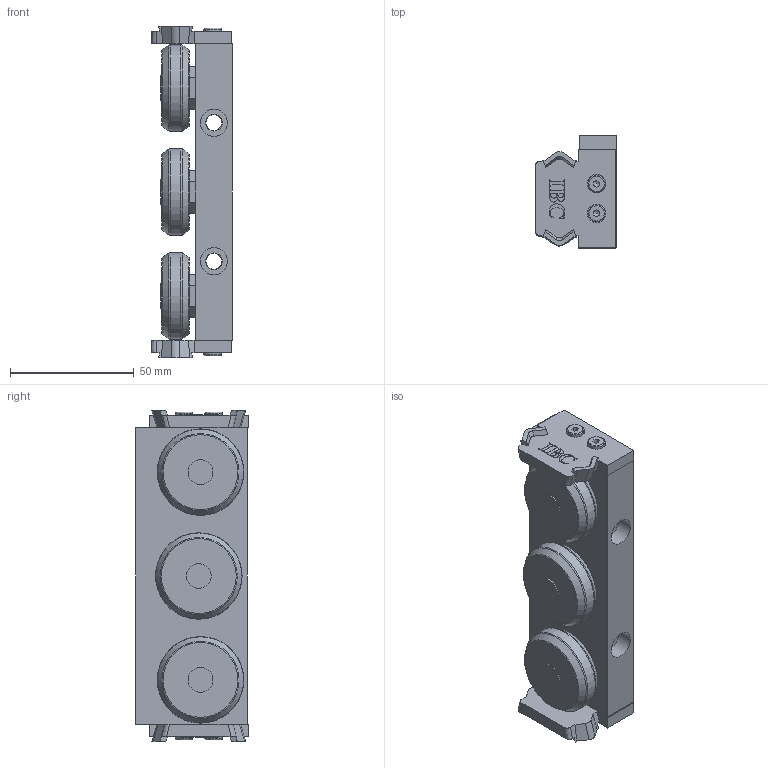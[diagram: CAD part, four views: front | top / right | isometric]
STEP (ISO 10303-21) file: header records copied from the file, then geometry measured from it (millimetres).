
FILE_DESCRIPTION((''),'2;1');
FILE_NAME('CR 43-21.2RS.AX.stp','2011-01-20T09:36:57',('MKoza'),(''),'Autodesk Inventor 2009','Autodesk Inventor 2009','');
FILE_SCHEMA(('AUTOMOTIVE_DESIGN { 1 0 10303 214 1 1 1 1 }'));
Length unit declared in the file: millimetre
Products named in the file (6): CR 43-.2RS.AU; LL.CR 43; CBRS(E) 35-43.2RS; DIN 7984 M6 x 10; DIN 7984 M4 x 6; ABS X43
Assembly tree (13 placements, depth 2):
  CR 43-.2RS.AU
    LL.CR 43
    CBRS(E) 35-43.2RS  x3
    DIN 7984 M6 x 10  x3
    DIN 7984 M4 x 6  x4
    ABS X43  x2
Bounding box: 32.7 x 45.5 x 134 mm (x, y, z)
Volume: 119611.5 mm3; surface area: 37260.6 mm2
Topology: 13 solids, 13 shells, 409 faces, 996 edges, 651 vertices
Faces by surface type: plane 204, bspline 132, cylinder 31, cone 23, torus 19
Full cylindrical faces by diameter (mm): 4 x4, 6 x3, 7 x4, 10 x6, 12 x3, 35 x3
Entity records: 6358 total; most frequent: CARTESIAN_POINT 2245, ORIENTED_EDGE 806, DIRECTION 656, EDGE_CURVE 403, VERTEX_POINT 295, EDGE_LOOP 282, VECTOR 228, LINE 228
